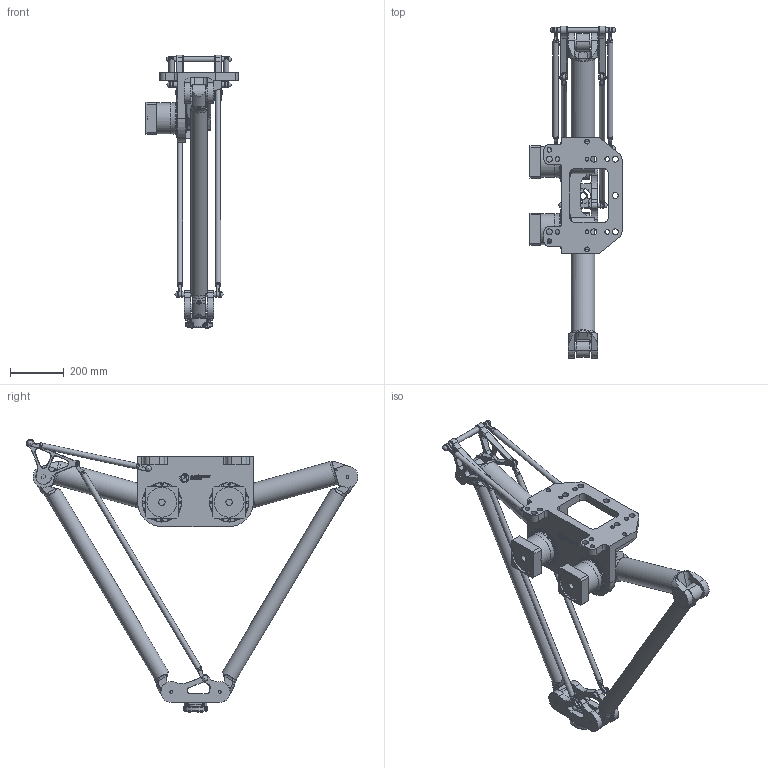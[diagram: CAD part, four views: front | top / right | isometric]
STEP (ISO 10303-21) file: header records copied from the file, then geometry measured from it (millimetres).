
FILE_DESCRIPTION(/* description */ (''),/* implementation_level */ '2;1');
FILE_NAME(/* name */ '3D-model_A_00913-ATS.stp',/* time_stamp */ '2022-02-19T11:19:54+01:00',/* author */ ('michael.schutter'),/* organization */ ('Majatronic'),/* preprocessor_version */ 'ST-DEVELOPER v16.5',/* originating_system */ 'Autodesk Inventor 2017',/* authorisation */ '');
FILE_SCHEMA (('AUTOMOTIVE_DESIGN { 1 0 10303 214 3 1 1 }'));
Length unit declared in the file: millimetre
Products named in the file (14): MT_BGR00022064MT_BGR; MT_BGR00020908MT_BGR; MT_WST00065198MT_WST; MT_WST00055121MT_WST; MT_WST00061011MT_WST; MT_WST00061012MT_WST; MT_WST00061013MT_WST; MT_BGR00022066MT_BGR; MT_WST00069790MT_WST; MT_WST00068450MT_WST; MT_WST00068449MT_WST; MT_WST00060925MT_WST; MT_WST00061015MT_WST; MT_WST00061014MT_WST
Assembly tree (19 placements, depth 3):
  MT_BGR00022064MT_BGR
    MT_BGR00020908MT_BGR
      MT_WST00065198MT_WST
      MT_WST00055121MT_WST  x2
    MT_WST00061011MT_WST
    MT_WST00061012MT_WST
    MT_WST00061013MT_WST  x2
    MT_BGR00022066MT_BGR
      MT_WST00069790MT_WST
      MT_WST00068450MT_WST  x2
      MT_WST00068449MT_WST  x2
    MT_WST00060925MT_WST
    MT_WST00061014MT_WST  x2
    MT_WST00061015MT_WST  x2
Bounding box: 342 x 1233.79 x 1017.08 mm (x, y, z)
Volume: 22790936.6 mm3; surface area: 1940779.4 mm2
Topology: 20 solids, 23 shells, 2270 faces, 5303 edges, 3375 vertices
Faces by surface type: plane 1059, cylinder 733, cone 327, torus 105, bspline 40, sphere 6
Full cylindrical faces by diameter (mm): 4 x12, 4.134 x32, 4.917 x12, 5 x32, 6 x3, 6.5 x4, 6.647 x2, 8 x2, 8.2 x24, 8.5 x32, 8.566 x4, 9 x4, 10 x38, 10.1 x2, 10.106 x1, 10.4 x2, 11 x8, 12 x7, 13 x24, 15 x8, 17.294 x8, 18 x16, 19.8 x8, 20 x26, 22 x7, 24 x2, 25 x3, 32 x8, 40 x2, 58 x2
Entity records: 55587 total; most frequent: CARTESIAN_POINT 14338, DIRECTION 8645, ORIENTED_EDGE 7574, EDGE_CURVE 3786, AXIS2_PLACEMENT_3D 3282, VERTEX_POINT 2625, EDGE_LOOP 2477, LINE 2081
